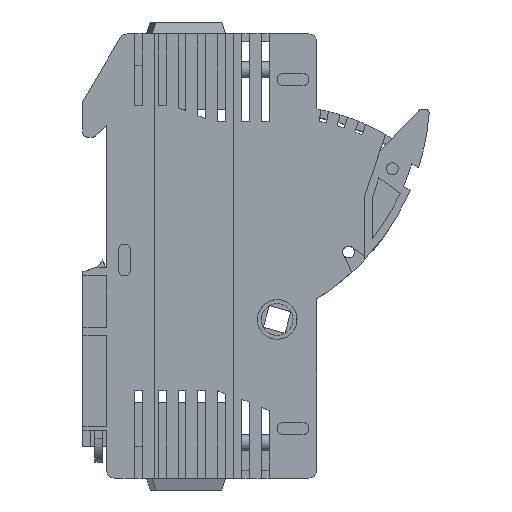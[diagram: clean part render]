
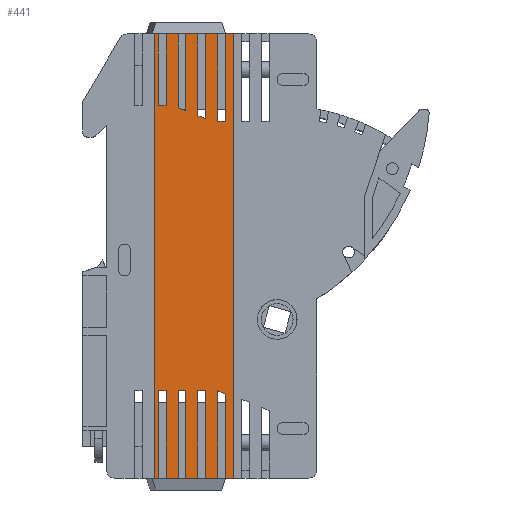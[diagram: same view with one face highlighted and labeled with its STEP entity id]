
A CAD part, left-side view. The second image highlights one B-rep face of the part: STEP entity #441.
In plain terms, the highlighted planar face has unit normal (-1, 0, 0).
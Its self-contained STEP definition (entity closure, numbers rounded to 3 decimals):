
#146=CARTESIAN_POINT('',(0.5,41.0,3.0));
#147=DIRECTION('',(1.0,0.0,0.0));
#148=DIRECTION('',(0.0,1.0,0.0));
#149=AXIS2_PLACEMENT_3D('',#146,#147,#148);
#150=PLANE('',#149);
#151=CARTESIAN_POINT('',(0.5,60.,25.0));
#152=VERTEX_POINT('',#151);
#153=CARTESIAN_POINT('',(0.5,60.,3.0));
#154=VERTEX_POINT('',#153);
#155=CARTESIAN_POINT('',(0.5,60.,25.0));
#156=DIRECTION('',(0.0,0.0,-1.0));
#157=VECTOR('',#156,22.0);
#158=LINE('',#155,#157);
#159=EDGE_CURVE('',#152,#154,#158,.T.);
#160=ORIENTED_EDGE('',*,*,#159,.F.);
#161=CARTESIAN_POINT('',(0.5,58.,25.0));
#162=VERTEX_POINT('',#161);
#163=CARTESIAN_POINT('',(0.5,58.,25.0));
#164=DIRECTION('',(0.0,1.0,0.0));
#165=VECTOR('',#164,2.);
#166=LINE('',#163,#165);
#167=EDGE_CURVE('',#162,#152,#166,.T.);
#168=ORIENTED_EDGE('',*,*,#167,.F.);
#169=CARTESIAN_POINT('',(0.5,58.,3.0));
#170=VERTEX_POINT('',#169);
#171=CARTESIAN_POINT('',(0.5,58.,3.));
#172=DIRECTION('',(0.0,0.0,1.0));
#173=VECTOR('',#172,22.0);
#174=LINE('',#171,#173);
#175=EDGE_CURVE('',#170,#162,#174,.T.);
#176=ORIENTED_EDGE('',*,*,#175,.F.);
#177=CARTESIAN_POINT('',(0.5,55.,3.0));
#178=VERTEX_POINT('',#177);
#179=CARTESIAN_POINT('',(0.5,55.,3.0));
#180=DIRECTION('',(0.0,1.0,0.0));
#181=VECTOR('',#180,3.0);
#182=LINE('',#179,#181);
#183=EDGE_CURVE('',#178,#170,#182,.T.);
#184=ORIENTED_EDGE('',*,*,#183,.F.);
#185=CARTESIAN_POINT('',(0.5,55.,25.0));
#186=VERTEX_POINT('',#185);
#187=CARTESIAN_POINT('',(0.5,55.,25.0));
#188=DIRECTION('',(0.0,0.0,-1.0));
#189=VECTOR('',#188,22.0);
#190=LINE('',#187,#189);
#191=EDGE_CURVE('',#186,#178,#190,.T.);
#192=ORIENTED_EDGE('',*,*,#191,.F.);
#193=CARTESIAN_POINT('',(0.5,53.,25.0));
#194=VERTEX_POINT('',#193);
#195=CARTESIAN_POINT('',(0.5,53.,25.0));
#196=DIRECTION('',(0.0,1.0,0.0));
#197=VECTOR('',#196,2.);
#198=LINE('',#195,#197);
#199=EDGE_CURVE('',#194,#186,#198,.T.);
#200=ORIENTED_EDGE('',*,*,#199,.F.);
#201=CARTESIAN_POINT('',(0.5,53.,3.0));
#202=VERTEX_POINT('',#201);
#203=CARTESIAN_POINT('',(0.5,53.,3.));
#204=DIRECTION('',(0.0,0.0,1.0));
#205=VECTOR('',#204,22.0);
#206=LINE('',#203,#205);
#207=EDGE_CURVE('',#202,#194,#206,.T.);
#208=ORIENTED_EDGE('',*,*,#207,.F.);
#209=CARTESIAN_POINT('',(0.5,50.,3.0));
#210=VERTEX_POINT('',#209);
#211=CARTESIAN_POINT('',(0.5,50.,3.0));
#212=DIRECTION('',(0.0,1.0,0.0));
#213=VECTOR('',#212,3.0);
#214=LINE('',#211,#213);
#215=EDGE_CURVE('',#210,#202,#214,.T.);
#216=ORIENTED_EDGE('',*,*,#215,.F.);
#217=CARTESIAN_POINT('',(0.5,50.,25.0));
#218=VERTEX_POINT('',#217);
#219=CARTESIAN_POINT('',(0.5,50.,25.0));
#220=DIRECTION('',(0.0,0.0,-1.0));
#221=VECTOR('',#220,22.0);
#222=LINE('',#219,#221);
#223=EDGE_CURVE('',#218,#210,#222,.T.);
#224=ORIENTED_EDGE('',*,*,#223,.F.);
#225=CARTESIAN_POINT('',(0.5,48.,25.0));
#226=VERTEX_POINT('',#225);
#227=CARTESIAN_POINT('',(0.5,48.,25.0));
#228=DIRECTION('',(0.0,1.0,0.0));
#229=VECTOR('',#228,2.);
#230=LINE('',#227,#229);
#231=EDGE_CURVE('',#226,#218,#230,.T.);
#232=ORIENTED_EDGE('',*,*,#231,.F.);
#233=CARTESIAN_POINT('',(0.5,48.,3.0));
#234=VERTEX_POINT('',#233);
#235=CARTESIAN_POINT('',(0.5,48.,3.));
#236=DIRECTION('',(0.0,0.0,1.0));
#237=VECTOR('',#236,22.0);
#238=LINE('',#235,#237);
#239=EDGE_CURVE('',#234,#226,#238,.T.);
#240=ORIENTED_EDGE('',*,*,#239,.F.);
#241=CARTESIAN_POINT('',(0.5,45.,3.0));
#242=VERTEX_POINT('',#241);
#243=CARTESIAN_POINT('',(0.5,45.,3.0));
#244=DIRECTION('',(0.0,1.0,0.0));
#245=VECTOR('',#244,3.0);
#246=LINE('',#243,#245);
#247=EDGE_CURVE('',#242,#234,#246,.T.);
#248=ORIENTED_EDGE('',*,*,#247,.F.);
#249=CARTESIAN_POINT('',(0.5,45.,25.0));
#250=VERTEX_POINT('',#249);
#251=CARTESIAN_POINT('',(0.5,45.,25.0));
#252=DIRECTION('',(0.0,0.0,-1.0));
#253=VECTOR('',#252,22.0);
#254=LINE('',#251,#253);
#255=EDGE_CURVE('',#250,#242,#254,.T.);
#256=ORIENTED_EDGE('',*,*,#255,.F.);
#257=CARTESIAN_POINT('',(0.5,43.,24.167));
#258=VERTEX_POINT('',#257);
#259=CARTESIAN_POINT('',(0.5,43.,24.167));
#260=DIRECTION('',(0.0,0.923,0.385));
#261=VECTOR('',#260,2.167);
#262=LINE('',#259,#261);
#263=EDGE_CURVE('',#258,#250,#262,.T.);
#264=ORIENTED_EDGE('',*,*,#263,.F.);
#265=CARTESIAN_POINT('',(0.5,43.,3.0));
#266=VERTEX_POINT('',#265);
#267=CARTESIAN_POINT('',(0.5,43.,3.0));
#268=DIRECTION('',(0.0,0.0,1.0));
#269=VECTOR('',#268,21.167);
#270=LINE('',#267,#269);
#271=EDGE_CURVE('',#266,#258,#270,.T.);
#272=ORIENTED_EDGE('',*,*,#271,.F.);
#273=CARTESIAN_POINT('',(0.5,41.0,3.0));
#274=VERTEX_POINT('',#273);
#275=CARTESIAN_POINT('',(0.5,41.0,3.0));
#276=DIRECTION('',(0.0,1.0,0.0));
#277=VECTOR('',#276,2.);
#278=LINE('',#275,#277);
#279=EDGE_CURVE('',#274,#266,#278,.T.);
#280=ORIENTED_EDGE('',*,*,#279,.F.);
#281=CARTESIAN_POINT('',(0.5,41.0,115.));
#282=VERTEX_POINT('',#281);
#283=CARTESIAN_POINT('',(0.5,41.0,3.0));
#284=DIRECTION('',(0.0,0.0,1.0));
#285=VECTOR('',#284,112.);
#286=LINE('',#283,#285);
#287=EDGE_CURVE('',#274,#282,#286,.T.);
#288=ORIENTED_EDGE('',*,*,#287,.T.);
#289=CARTESIAN_POINT('',(0.5,43.,115.0));
#290=VERTEX_POINT('',#289);
#291=CARTESIAN_POINT('',(0.5,43.,115.0));
#292=DIRECTION('',(0.0,-1.0,0.0));
#293=VECTOR('',#292,2.);
#294=LINE('',#291,#293);
#295=EDGE_CURVE('',#290,#282,#294,.T.);
#296=ORIENTED_EDGE('',*,*,#295,.F.);
#297=CARTESIAN_POINT('',(0.5,43.,93.));
#298=VERTEX_POINT('',#297);
#299=CARTESIAN_POINT('',(0.5,43.,93.));
#300=DIRECTION('',(0.0,0.0,1.0));
#301=VECTOR('',#300,22.);
#302=LINE('',#299,#301);
#303=EDGE_CURVE('',#298,#290,#302,.T.);
#304=ORIENTED_EDGE('',*,*,#303,.F.);
#305=CARTESIAN_POINT('',(0.5,45.,93.));
#306=VERTEX_POINT('',#305);
#307=CARTESIAN_POINT('',(0.5,45.,93.));
#308=DIRECTION('',(0.0,-1.0,0.0));
#309=VECTOR('',#308,2.0);
#310=LINE('',#307,#309);
#311=EDGE_CURVE('',#306,#298,#310,.T.);
#312=ORIENTED_EDGE('',*,*,#311,.F.);
#313=CARTESIAN_POINT('',(0.5,45.,115.0));
#314=VERTEX_POINT('',#313);
#315=CARTESIAN_POINT('',(0.5,45.,115.0));
#316=DIRECTION('',(0.0,0.0,-1.0));
#317=VECTOR('',#316,22.0);
#318=LINE('',#315,#317);
#319=EDGE_CURVE('',#314,#306,#318,.T.);
#320=ORIENTED_EDGE('',*,*,#319,.F.);
#321=CARTESIAN_POINT('',(0.5,48.,115.0));
#322=VERTEX_POINT('',#321);
#323=CARTESIAN_POINT('',(0.5,48.,115.0));
#324=DIRECTION('',(0.0,-1.0,0.0));
#325=VECTOR('',#324,3.0);
#326=LINE('',#323,#325);
#327=EDGE_CURVE('',#322,#314,#326,.T.);
#328=ORIENTED_EDGE('',*,*,#327,.F.);
#329=CARTESIAN_POINT('',(0.5,48.,93.6));
#330=VERTEX_POINT('',#329);
#331=CARTESIAN_POINT('',(0.5,48.,93.6));
#332=DIRECTION('',(0.0,0.0,1.0));
#333=VECTOR('',#332,21.4);
#334=LINE('',#331,#333);
#335=EDGE_CURVE('',#330,#322,#334,.T.);
#336=ORIENTED_EDGE('',*,*,#335,.F.);
#337=CARTESIAN_POINT('',(0.5,50.,94.4));
#338=VERTEX_POINT('',#337);
#339=CARTESIAN_POINT('',(0.5,50.,94.4));
#340=DIRECTION('',(0.0,-0.928,-0.371));
#341=VECTOR('',#340,2.154);
#342=LINE('',#339,#341);
#343=EDGE_CURVE('',#338,#330,#342,.T.);
#344=ORIENTED_EDGE('',*,*,#343,.F.);
#345=CARTESIAN_POINT('',(0.5,50.,115.0));
#346=VERTEX_POINT('',#345);
#347=CARTESIAN_POINT('',(0.5,50.,115.0));
#348=DIRECTION('',(0.0,0.0,-1.0));
#349=VECTOR('',#348,20.6);
#350=LINE('',#347,#349);
#351=EDGE_CURVE('',#346,#338,#350,.T.);
#352=ORIENTED_EDGE('',*,*,#351,.F.);
#353=CARTESIAN_POINT('',(0.5,53.,115.0));
#354=VERTEX_POINT('',#353);
#355=CARTESIAN_POINT('',(0.5,53.,115.0));
#356=DIRECTION('',(0.0,-1.0,0.0));
#357=VECTOR('',#356,3.0);
#358=LINE('',#355,#357);
#359=EDGE_CURVE('',#354,#346,#358,.T.);
#360=ORIENTED_EDGE('',*,*,#359,.F.);
#361=CARTESIAN_POINT('',(0.5,53.,95.6));
#362=VERTEX_POINT('',#361);
#363=CARTESIAN_POINT('',(0.5,53.,95.6));
#364=DIRECTION('',(0.0,0.0,1.0));
#365=VECTOR('',#364,19.4);
#366=LINE('',#363,#365);
#367=EDGE_CURVE('',#362,#354,#366,.T.);
#368=ORIENTED_EDGE('',*,*,#367,.F.);
#369=CARTESIAN_POINT('',(0.5,55.,96.4));
#370=VERTEX_POINT('',#369);
#371=CARTESIAN_POINT('',(0.5,55.,96.4));
#372=DIRECTION('',(0.0,-0.928,-0.371));
#373=VECTOR('',#372,2.154);
#374=LINE('',#371,#373);
#375=EDGE_CURVE('',#370,#362,#374,.T.);
#376=ORIENTED_EDGE('',*,*,#375,.F.);
#377=CARTESIAN_POINT('',(0.5,55.,115.0));
#378=VERTEX_POINT('',#377);
#379=CARTESIAN_POINT('',(0.5,55.,115.0));
#380=DIRECTION('',(0.0,0.0,-1.0));
#381=VECTOR('',#380,18.6);
#382=LINE('',#379,#381);
#383=EDGE_CURVE('',#378,#370,#382,.T.);
#384=ORIENTED_EDGE('',*,*,#383,.F.);
#385=CARTESIAN_POINT('',(0.5,58.,115.0));
#386=VERTEX_POINT('',#385);
#387=CARTESIAN_POINT('',(0.5,58.,115.0));
#388=DIRECTION('',(0.0,-1.0,0.0));
#389=VECTOR('',#388,3.0);
#390=LINE('',#387,#389);
#391=EDGE_CURVE('',#386,#378,#390,.T.);
#392=ORIENTED_EDGE('',*,*,#391,.F.);
#393=CARTESIAN_POINT('',(0.5,58.,97.));
#394=VERTEX_POINT('',#393);
#395=CARTESIAN_POINT('',(0.5,58.,97.));
#396=DIRECTION('',(0.0,0.0,1.0));
#397=VECTOR('',#396,18.);
#398=LINE('',#395,#397);
#399=EDGE_CURVE('',#394,#386,#398,.T.);
#400=ORIENTED_EDGE('',*,*,#399,.F.);
#401=CARTESIAN_POINT('',(0.5,60.,97.));
#402=VERTEX_POINT('',#401);
#403=CARTESIAN_POINT('',(0.5,60.,97.));
#404=DIRECTION('',(0.0,-1.0,0.0));
#405=VECTOR('',#404,2.0);
#406=LINE('',#403,#405);
#407=EDGE_CURVE('',#402,#394,#406,.T.);
#408=ORIENTED_EDGE('',*,*,#407,.F.);
#409=CARTESIAN_POINT('',(0.5,60.,115.0));
#410=VERTEX_POINT('',#409);
#411=CARTESIAN_POINT('',(0.5,60.,115.0));
#412=DIRECTION('',(0.0,0.0,-1.0));
#413=VECTOR('',#412,18.);
#414=LINE('',#411,#413);
#415=EDGE_CURVE('',#410,#402,#414,.T.);
#416=ORIENTED_EDGE('',*,*,#415,.F.);
#417=CARTESIAN_POINT('',(0.5,61.0,115.));
#418=VERTEX_POINT('',#417);
#419=CARTESIAN_POINT('',(0.5,61.0,115.0));
#420=DIRECTION('',(0.0,-1.0,0.0));
#421=VECTOR('',#420,1.);
#422=LINE('',#419,#421);
#423=EDGE_CURVE('',#418,#410,#422,.T.);
#424=ORIENTED_EDGE('',*,*,#423,.F.);
#425=CARTESIAN_POINT('',(0.5,61.0,3.0));
#426=VERTEX_POINT('',#425);
#427=CARTESIAN_POINT('',(0.5,61.0,3.0));
#428=DIRECTION('',(0.0,0.0,1.0));
#429=VECTOR('',#428,112.);
#430=LINE('',#427,#429);
#431=EDGE_CURVE('',#426,#418,#430,.T.);
#432=ORIENTED_EDGE('',*,*,#431,.F.);
#433=CARTESIAN_POINT('',(0.5,60.,3.0));
#434=DIRECTION('',(0.0,1.0,0.0));
#435=VECTOR('',#434,1.);
#436=LINE('',#433,#435);
#437=EDGE_CURVE('',#154,#426,#436,.T.);
#438=ORIENTED_EDGE('',*,*,#437,.F.);
#439=EDGE_LOOP('',(#160,#168,#176,#184,#192,#200,#208,#216,#224,#232,#240,#248,#256,#264,#272,#280,#288,#296,#304,#312,#320,#328,#336,#344,#352,#360,#368,#376,#384,#392,#400,#408,#416,#424,#432,#438));
#440=FACE_OUTER_BOUND('',#439,.T.);
#441=ADVANCED_FACE('',(#440),#150,.F.);
